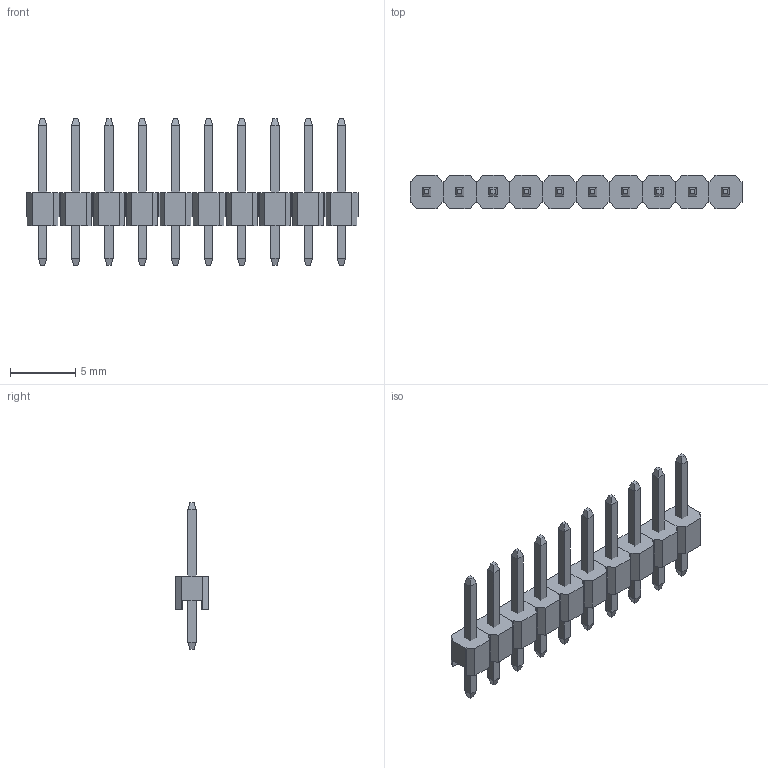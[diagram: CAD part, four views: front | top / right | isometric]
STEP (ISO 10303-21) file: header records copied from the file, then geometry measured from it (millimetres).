
FILE_DESCRIPTION(('FreeCAD Model'),'2;1');
FILE_NAME('1x10-male-pin-header-final.step', '2017-08-06T14:45:55',('kicad StepUp'),('ksu MCAD'), 'Open CASCADE STEP processor 7.1','FreeCAD','Unknown');
FILE_SCHEMA(('AUTOMOTIVE_DESIGN { 1 0 10303 214 1 1 1 1 }'));
Length unit declared in the file: millimetre
Products named in the file (1): 1x10-male-pin-header-final
Bounding box: 25.4 x 2.54 x 11.2 mm (x, y, z)
Volume: 166.7 mm3; surface area: 642.1 mm2
Topology: 20 solids, 20 shells, 360 faces, 840 edges, 520 vertices
Faces by surface type: plane 280, bspline 80
Entity records: 12299 total; most frequent: CARTESIAN_POINT 2041, ORIENTED_EDGE 1680, DIRECTION 1322, EDGE_CURVE 840, LINE 760, VECTOR 760, VERTEX_POINT 520, ADVANCED_FACE 360
